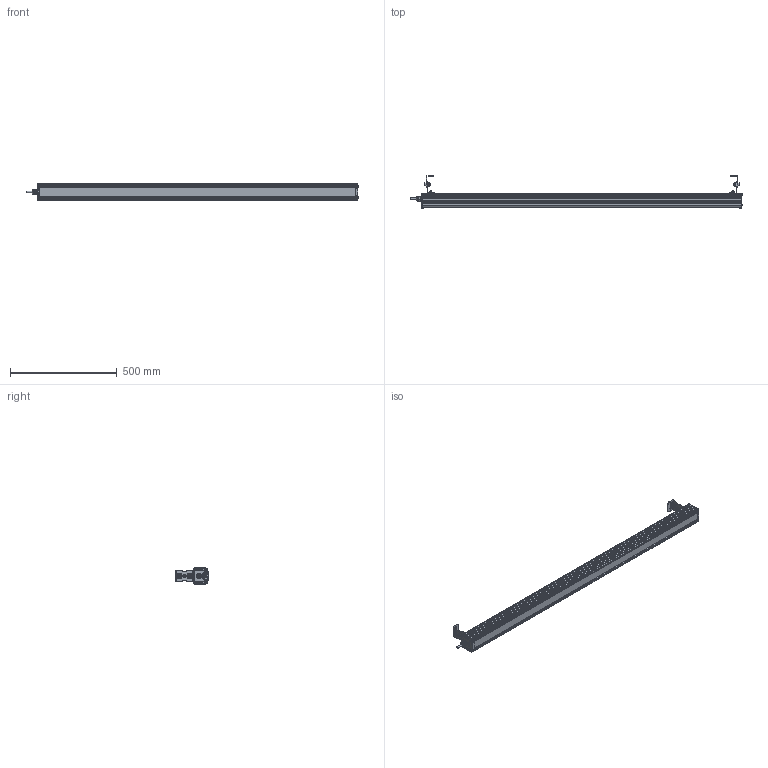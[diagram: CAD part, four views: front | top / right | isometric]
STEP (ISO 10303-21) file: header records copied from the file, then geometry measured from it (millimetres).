
FILE_DESCRIPTION(('STEP AP203'), '1');
FILE_NAME('001.0065.01.1000 - ﾃﾑﾏ ﾔ珞ⅱ頸 100', '2023-09-25T10:51:52', ('ﾄ褊頌'), (''), 'C3D Converter', 'C3D Toolkit', '');
FILE_SCHEMA(('CONFIG_CONTROL_DESIGN'));
Length unit declared in the file: millimetre
Products named in the file (37): 001.0065.01.1000 СБ; 001.0065.01.000
Assembly tree (358 placements, depth 3):
  001.0065.01.1000 СБ
    001.0065.01.000  x2
      (unnamed)
      (unnamed)
      (unnamed)
      (unnamed)
      (unnamed)
      (unnamed)
      (unnamed)
      (unnamed)
      (unnamed)
    (unnamed)
    (unnamed)
    (unnamed)  x4
    (unnamed)  x4
    (unnamed)
    (unnamed)
    (unnamed)
    (unnamed)
    (unnamed)
      (unnamed)
    (unnamed)  x20
    (unnamed)  x5
    (unnamed)  x5
    (unnamed)  x5
    (unnamed)  x5
    (unnamed)  x5
    (unnamed)  x60
    (unnamed)  x60
    (unnamed)  x20
    (unnamed)  x5
    (unnamed)  x5
    (unnamed)  x5
    (unnamed)  x5
    (unnamed)  x5
    (unnamed)  x60
    (unnamed)  x60
Bounding box: 1557 x 152.18 x 75.06 mm (x, y, z)
Volume: 1948299.2 mm3; surface area: 1825453.1 mm2
Topology: 366 solids, 366 shells, 4682 faces, 11811 edges, 7919 vertices
Faces by surface type: plane 3335, cylinder 1077, cone 166, bspline 53, sphere 40, torus 11
Full cylindrical faces by diameter (mm): 1 x40, 1.522 x40, 3.2 x40, 3.5 x40, 4 x8, 6 x4, 6.375 x2, 8 x12, 8.5 x8, 12 x3, 12.5 x1, 13.333 x2, 16 x5, 18.5 x3, 20 x1, 23.5 x1
Entity records: 103529 total; most frequent: CARTESIAN_POINT 40611, ORIENTED_EDGE 9618, DIRECTION 9338, EDGE_CURVE 4809, VERTEX_POINT 3279, AXIS2_PLACEMENT_3D 3267, LINE 2804, VECTOR 2804
